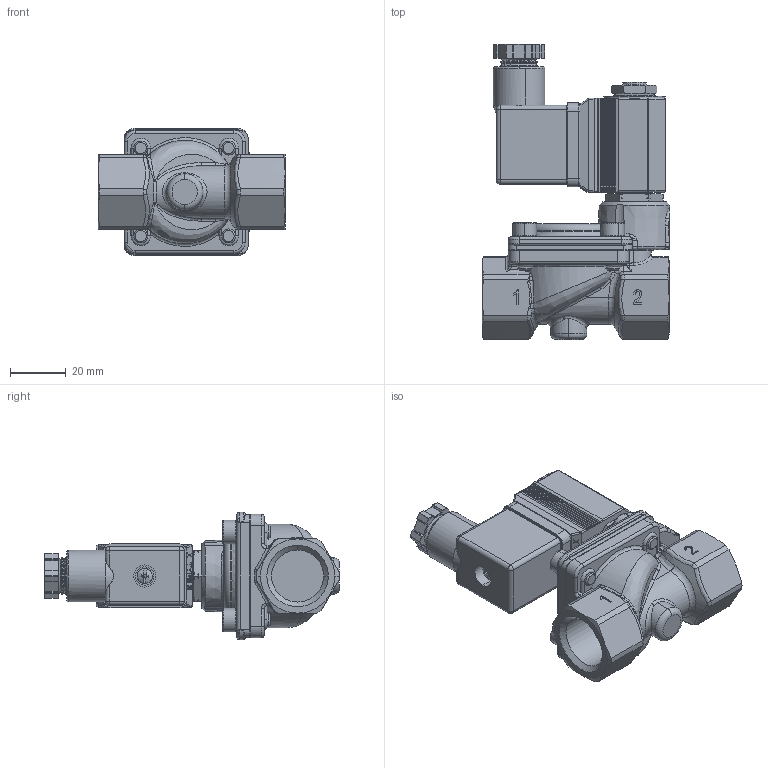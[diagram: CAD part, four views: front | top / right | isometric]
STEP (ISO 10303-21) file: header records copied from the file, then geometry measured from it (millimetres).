
FILE_DESCRIPTION(/* description */ ('VariCAD 2016-1.06 AP-214'),/* implementation_level */ '2;1');
FILE_NAME(/* name */ 'm_212_24v=.stp',/* time_stamp */ '2016-06-16T12:39:24+02:00',/* author */ (''),/* organization */ (''),/* preprocessor_version */ 'ST-DEVELOPER v14',/* originating_system */ 'VariCAD 2016-1.06; kernel version (20130303)',/* authorisation */ '');
FILE_SCHEMA (('AUTOMOTIVE_DESIGN'));
Products named in the file (7): m_212_24v=; m_212_24v=<6>; m_212_24v=<5>; m_212_24v=<4>; m_212_24v=<3>; m_212_24v=<2>; m_212_24v=<1>
Assembly tree (6 placements, depth 2):
  m_212_24v=
    m_212_24v=<6>
    m_212_24v=<5>
    m_212_24v=<4>
    m_212_24v=<3>
    m_212_24v=<2>
    m_212_24v=<1>
Bounding box: 67.2 x 105.65 x 45.6 mm (x, y, z)
Volume: 108267.6 mm3; surface area: 32278.6 mm2
Topology: 6 solids, 10 shells, 1347 faces, 3217 edges, 1915 vertices
Faces by surface type: plane 430, cylinder 407, bspline 155, torus 152, cone 126, sphere 77
Entity records: 74865 total; most frequent: CARTESIAN_POINT 45301, ORIENTED_EDGE 6376, DIRECTION 5669, EDGE_CURVE 3188, AXIS2_PLACEMENT_3D 2166, VERTEX_POINT 1915, EDGE_LOOP 1423, FACE_OUTER_BOUND 1347
